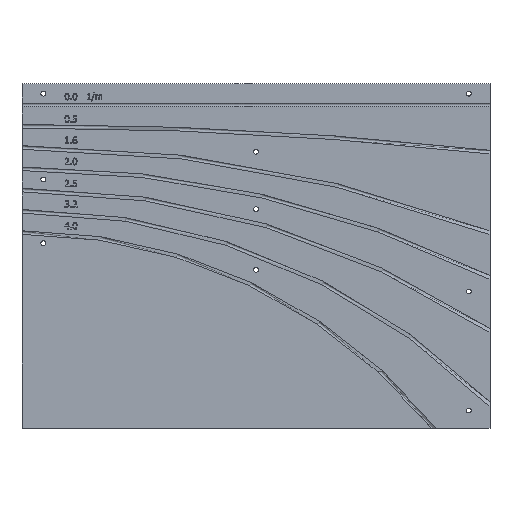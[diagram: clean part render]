
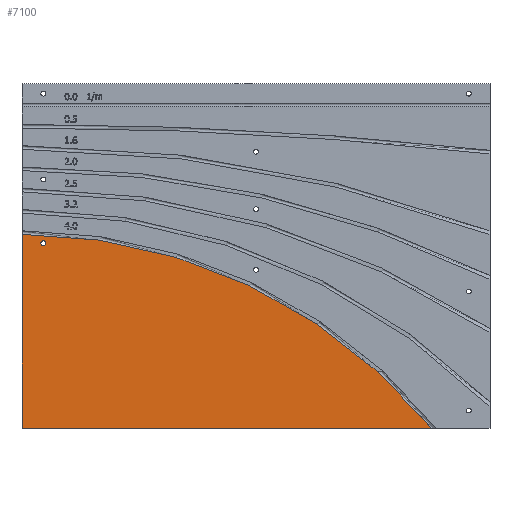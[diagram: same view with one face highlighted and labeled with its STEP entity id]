
A CAD part, top view. The second image highlights one B-rep face of the part: STEP entity #7100.
In plain terms, the highlighted planar face has unit normal (0, 0, 1).
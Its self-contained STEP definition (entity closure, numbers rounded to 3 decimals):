
#593=FACE_BOUND('',#1541,.T.);
#768=PLANE('',#7372);
#1135=FACE_OUTER_BOUND('',#1540,.T.);
#1540=EDGE_LOOP('',(#6376,#6377,#6378));
#1541=EDGE_LOOP('',(#6379));
#2152=LINE('',#13433,#2769);
#2157=LINE('',#13442,#2774);
#2769=VECTOR('',#8406,10.);
#2774=VECTOR('',#8413,10.);
#2836=CIRCLE('',#7162,1.131);
#2871=CIRCLE('',#7368,249.15);
#2895=VERTEX_POINT('',#8595);
#3533=VERTEX_POINT('',#13420);
#3534=VERTEX_POINT('',#13422);
#3537=VERTEX_POINT('',#13432);
#3593=EDGE_CURVE('',#2895,#2895,#2836,.T.);
#4542=EDGE_CURVE('',#3533,#3534,#2871,.T.);
#4546=EDGE_CURVE('',#3537,#3533,#2152,.T.);
#4551=EDGE_CURVE('',#3534,#3537,#2157,.T.);
#6376=ORIENTED_EDGE('',*,*,#4542,.T.);
#6377=ORIENTED_EDGE('',*,*,#4551,.T.);
#6378=ORIENTED_EDGE('',*,*,#4546,.T.);
#6379=ORIENTED_EDGE('',*,*,#3593,.T.);
#7100=ADVANCED_FACE('',(#1135,#593),#768,.T.);
#7162=AXIS2_PLACEMENT_3D('',#8596,#7436,#7437);
#7368=AXIS2_PLACEMENT_3D('',#13424,#8396,#8397);
#7372=AXIS2_PLACEMENT_3D('',#13441,#8411,#8412);
#7436=DIRECTION('center_axis',(0.,0.,-1.));
#7437=DIRECTION('ref_axis',(1.,0.,0.));
#8396=DIRECTION('center_axis',(0.,0.,1.));
#8397=DIRECTION('ref_axis',(1.,0.,0.));
#8406=DIRECTION('',(1.,0.,0.));
#8411=DIRECTION('center_axis',(0.,0.,1.));
#8412=DIRECTION('ref_axis',(1.,0.,0.));
#8413=DIRECTION('',(0.,-1.,0.));
#8595=CARTESIAN_POINT('',(8.87,-75.,0.));
#8596=CARTESIAN_POINT('Origin',(10.,-75.,0.));
#13420=CARTESIAN_POINT('',(192.644,-162.,0.));
#13422=CARTESIAN_POINT('',(0.,-70.85,0.));
#13424=CARTESIAN_POINT('Origin',(0.,-320.,0.));
#13432=CARTESIAN_POINT('',(0.,-162.,0.));
#13433=CARTESIAN_POINT('',(0.,-162.,0.));
#13441=CARTESIAN_POINT('Origin',(110.,-81.,0.));
#13442=CARTESIAN_POINT('',(0.,0.,0.));
